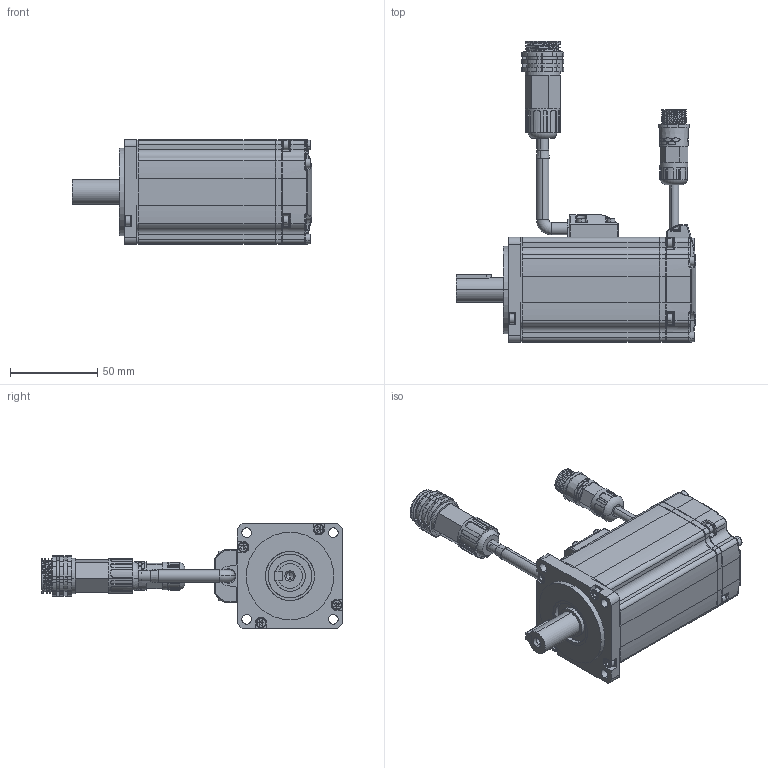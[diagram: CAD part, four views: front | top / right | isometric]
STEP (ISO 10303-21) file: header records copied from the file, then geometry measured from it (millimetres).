
FILE_DESCRIPTION (( 'STEP AP203' ), '1' );
FILE_NAME ('MXL-02A0630LA242.STEP', '2022-08-04T01:19:07', ( '' ), ( '' ), 'SwSTEP 2.0', 'SolidWorks 2018', '' );
FILE_SCHEMA (( 'CONFIG_CONTROL_DESIGN' ));
Products named in the file (1): MXL-02A0630LA242
Bounding box: 137 x 171.99 x 60 mm (x, y, z)
Volume: 196956.1 mm3; surface area: 99862.2 mm2
Topology: 52 solids, 59 shells, 2188 faces, 5301 edges, 3245 vertices
Faces by surface type: plane 907, cylinder 736, cone 188, bspline 187, torus 131, sphere 39
Entity records: 87387 total; most frequent: CARTESIAN_POINT 36821, DIRECTION 10749, ORIENTED_EDGE 10418, EDGE_CURVE 5209, AXIS2_PLACEMENT_3D 4156, VERTEX_POINT 3244, VECTOR 2437, LINE 2437
